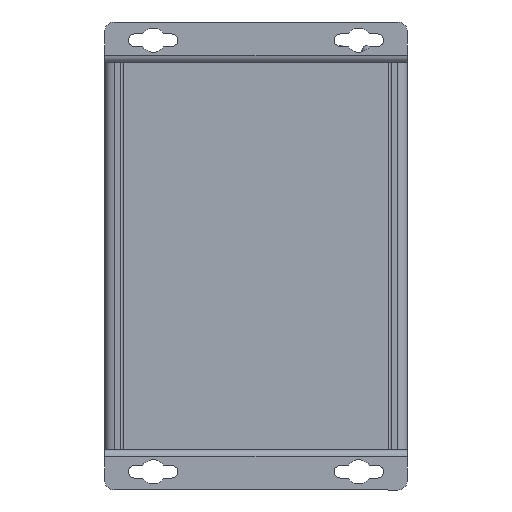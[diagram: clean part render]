
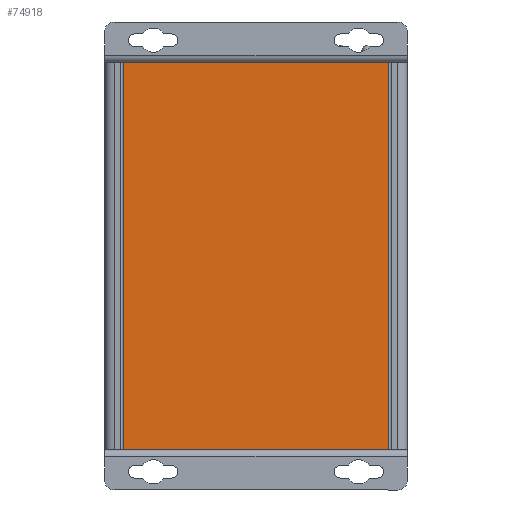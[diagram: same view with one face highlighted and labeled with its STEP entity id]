
A CAD part, front view. The second image highlights one B-rep face of the part: STEP entity #74918.
In plain terms, the highlighted planar face has unit normal (0, -1, 0).
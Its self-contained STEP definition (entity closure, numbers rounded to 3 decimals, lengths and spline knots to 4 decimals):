
#6453=LINE('',#112587,#14276);
#7340=LINE('',#117534,#15163);
#8638=LINE('',#125030,#16461);
#8639=LINE('',#125031,#16462);
#14276=VECTOR('',#91658,4.3122);
#15163=VECTOR('',#93509,4.3122);
#16461=VECTOR('',#96093,6.2992);
#16462=VECTOR('',#96094,6.2992);
#21299=FACE_OUTER_BOUND('',#25437,.T.);
#25437=EDGE_LOOP('',(#62647,#62648,#62649,#62650));
#31751=VERTEX_POINT('',#112584);
#31752=VERTEX_POINT('',#112586);
#32700=VERTEX_POINT('',#117531);
#32701=VERTEX_POINT('',#117533);
#40550=EDGE_CURVE('',#31752,#31751,#6453,.T.);
#41900=EDGE_CURVE('',#32701,#32700,#7340,.T.);
#43698=EDGE_CURVE('',#31752,#32700,#8638,.T.);
#43699=EDGE_CURVE('',#31751,#32701,#8639,.T.);
#62647=ORIENTED_EDGE('',*,*,#41900,.T.);
#62648=ORIENTED_EDGE('',*,*,#43698,.F.);
#62649=ORIENTED_EDGE('',*,*,#40550,.T.);
#62650=ORIENTED_EDGE('',*,*,#43699,.T.);
#67605=PLANE('',#79895);
#74918=ADVANCED_FACE('',(#21299),#67605,.T.);
#79895=AXIS2_PLACEMENT_3D('',#125029,#96091,#96092);
#91658=DIRECTION('',(1.,0.,0.));
#93509=DIRECTION('',(-1.,0.,0.));
#96091=DIRECTION('center_axis',(0.,-1.,0.));
#96092=DIRECTION('ref_axis',(0.,0.,
1.));
#96093=DIRECTION('',(0.,0.,1.));
#96094=DIRECTION('',(0.,0.,1.));
#112584=CARTESIAN_POINT('',(2.1561,-2.0276,0.));
#112586=CARTESIAN_POINT('',(-2.1561,-2.0276,0.));
#112587=CARTESIAN_POINT('',(-2.1561,-2.0276,0.));
#117531=CARTESIAN_POINT('',(-2.1561,-2.0276,6.2992));
#117533=CARTESIAN_POINT('',(2.1561,-2.0276,6.2992));
#117534=CARTESIAN_POINT('',(2.1561,-2.0276,6.2992));
#125029=CARTESIAN_POINT('Origin',(2.1561,-2.0276,0.));
#125030=CARTESIAN_POINT('',(-2.1561,-2.0276,0.));
#125031=CARTESIAN_POINT('',(2.1561,-2.0276,0.));
